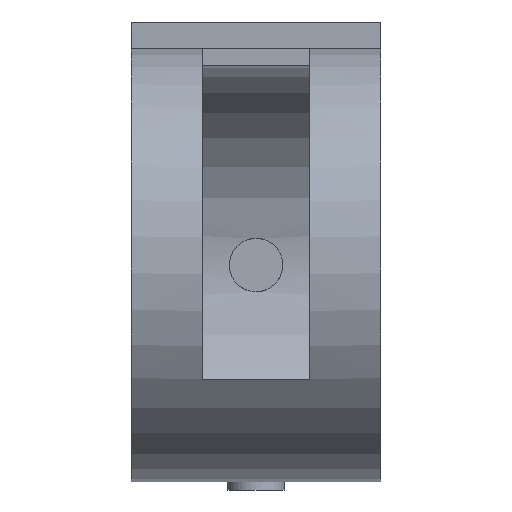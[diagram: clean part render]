
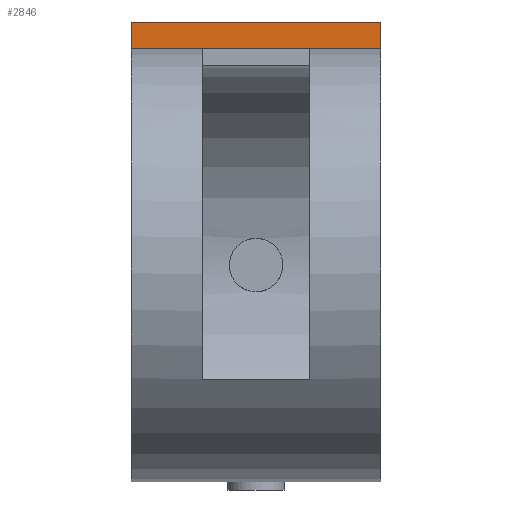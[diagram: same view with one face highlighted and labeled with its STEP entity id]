
A CAD part, front view. The second image highlights one B-rep face of the part: STEP entity #2846.
In plain terms, the highlighted planar face has unit normal (0, -1, 0).
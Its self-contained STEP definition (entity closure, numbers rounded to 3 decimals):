
#47 = CARTESIAN_POINT ( 'NONE',  ( 70., -9., 136.166 ) ) ;
#237 = DIRECTION ( 'NONE',  ( 0., 1., 0. ) ) ;
#259 = LINE ( 'NONE', #1387, #2101 ) ;
#377 = VERTEX_POINT ( 'NONE', #1216 ) ;
#410 = DIRECTION ( 'NONE',  ( 0., 0., -1. ) ) ;
#413 = ORIENTED_EDGE ( 'NONE', *, *, #1298, .F. ) ;
#417 = ORIENTED_EDGE ( 'NONE', *, *, #1180, .T. ) ;
#511 = FACE_OUTER_BOUND ( 'NONE', #1874, .T. ) ;
#570 = LINE ( 'NONE', #1704, #2965 ) ;
#646 = CARTESIAN_POINT ( 'NONE',  ( -70., -9., 136.166 ) ) ;
#828 = CARTESIAN_POINT ( 'NONE',  ( -70., -9., 136.166 ) ) ;
#1052 = VERTEX_POINT ( 'NONE', #828 ) ;
#1180 = EDGE_CURVE ( 'NONE', #1052, #1554, #2772, .T. ) ;
#1216 = CARTESIAN_POINT ( 'NONE',  ( 70., -9., 121.166 ) ) ;
#1254 = VECTOR ( 'NONE', #410, 1000. ) ;
#1298 = EDGE_CURVE ( 'NONE', #1459, #377, #1827, .T. ) ;
#1364 = DIRECTION ( 'NONE',  ( 0., 0., 1. ) ) ;
#1369 = VECTOR ( 'NONE', #1785, 1000. ) ;
#1387 = CARTESIAN_POINT ( 'NONE',  ( 70., -9., 121.166 ) ) ;
#1459 = VERTEX_POINT ( 'NONE', #47 ) ;
#1549 = ORIENTED_EDGE ( 'NONE', *, *, #2616, .F. ) ;
#1554 = VERTEX_POINT ( 'NONE', #2665 ) ;
#1646 = PLANE ( 'NONE',  #1741 ) ;
#1704 = CARTESIAN_POINT ( 'NONE',  ( 70., -9., 136.166 ) ) ;
#1741 = AXIS2_PLACEMENT_3D ( 'NONE', #2511, #237, #1364 ) ;
#1785 = DIRECTION ( 'NONE',  ( 0., 0., -1. ) ) ;
#1827 = LINE ( 'NONE', #2625, #1254 ) ;
#1874 = EDGE_LOOP ( 'NONE', ( #417, #1549, #413, #2000 ) ) ;
#2000 = ORIENTED_EDGE ( 'NONE', *, *, #2439, .T. ) ;
#2101 = VECTOR ( 'NONE', #2343, 1000. ) ;
#2343 = DIRECTION ( 'NONE',  ( -1., 0., 0. ) ) ;
#2439 = EDGE_CURVE ( 'NONE', #1459, #1052, #570, .T. ) ;
#2511 = CARTESIAN_POINT ( 'NONE',  ( 70., -9., 136.166 ) ) ;
#2553 = DIRECTION ( 'NONE',  ( -1., 0., 0. ) ) ;
#2616 = EDGE_CURVE ( 'NONE', #377, #1554, #259, .T. ) ;
#2625 = CARTESIAN_POINT ( 'NONE',  ( 70., -9., 136.166 ) ) ;
#2665 = CARTESIAN_POINT ( 'NONE',  ( -70., -9., 121.166 ) ) ;
#2772 = LINE ( 'NONE', #646, #1369 ) ;
#2846 = ADVANCED_FACE ( 'NONE', ( #511 ), #1646, .F. ) ;
#2965 = VECTOR ( 'NONE', #2553, 1000. ) ;
